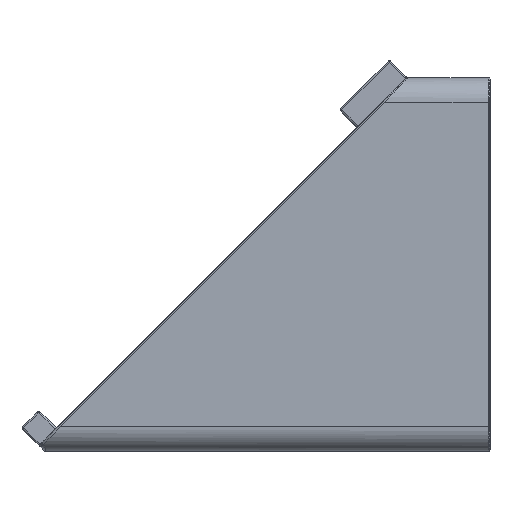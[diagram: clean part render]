
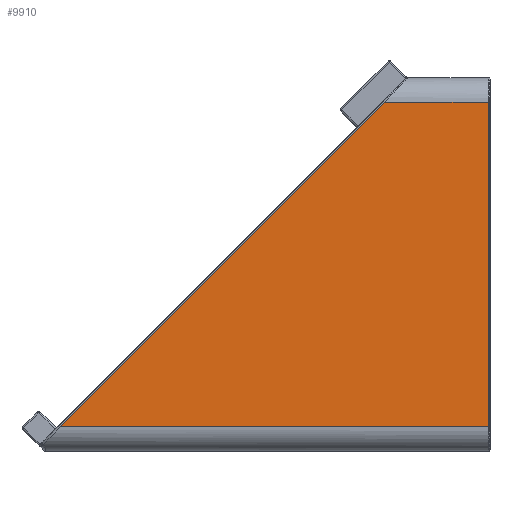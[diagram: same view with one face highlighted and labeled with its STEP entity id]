
A CAD part, left-side view. The second image highlights one B-rep face of the part: STEP entity #9910.
In plain terms, the highlighted planar face has unit normal (-1, 0, 0).
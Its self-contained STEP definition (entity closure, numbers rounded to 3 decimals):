
#13 = CARTESIAN_POINT ( 'NONE',  ( -45., 0.2, -19.5 ) ) ;
#806 = VECTOR ( 'NONE', #6200, 1000. ) ;
#1170 = VECTOR ( 'NONE', #7686, 1000. ) ;
#1275 = EDGE_LOOP ( 'NONE', ( #9540, #4065, #9803, #7143 ) ) ;
#1335 = AXIS2_PLACEMENT_3D ( 'NONE', #11449, #5507, #12453 ) ;
#1370 = VECTOR ( 'NONE', #10675, 1000. ) ;
#1396 = VERTEX_POINT ( 'NONE', #13 ) ;
#1665 = EDGE_CURVE ( 'NONE', #9268, #8867, #4328, .T. ) ;
#2391 = VECTOR ( 'NONE', #8711, 1000. ) ;
#2521 = PLANE ( 'NONE',  #1335 ) ;
#3954 = EDGE_CURVE ( 'NONE', #4388, #9268, #9077, .T. ) ;
#4065 = ORIENTED_EDGE ( 'NONE', *, *, #3954, .F. ) ;
#4218 = CARTESIAN_POINT ( 'NONE',  ( -45., 55., -19.5 ) ) ;
#4328 = LINE ( 'NONE', #11683, #1370 ) ;
#4388 = VERTEX_POINT ( 'NONE', #9507 ) ;
#5032 = LINE ( 'NONE', #5609, #2391 ) ;
#5507 = DIRECTION ( 'NONE',  ( 1., 0., 0. ) ) ;
#5609 = CARTESIAN_POINT ( 'NONE',  ( -45., 0.2, 19.5 ) ) ;
#6200 = DIRECTION ( 'NONE',  ( 0., -1., 0. ) ) ;
#7143 = ORIENTED_EDGE ( 'NONE', *, *, #8629, .F. ) ;
#7686 = DIRECTION ( 'NONE',  ( 0., -0.707, 0.707 ) ) ;
#7855 = CARTESIAN_POINT ( 'NONE',  ( -45., 12.717, 19.5 ) ) ;
#8629 = EDGE_CURVE ( 'NONE', #8867, #1396, #5032, .T. ) ;
#8711 = DIRECTION ( 'NONE',  ( 0., 0., -1. ) ) ;
#8746 = LINE ( 'NONE', #4218, #806 ) ;
#8867 = VERTEX_POINT ( 'NONE', #9163 ) ;
#9077 = LINE ( 'NONE', #12665, #1170 ) ;
#9163 = CARTESIAN_POINT ( 'NONE',  ( -45., 0.2, 19.5 ) ) ;
#9268 = VERTEX_POINT ( 'NONE', #7855 ) ;
#9423 = EDGE_CURVE ( 'NONE', #4388, #1396, #8746, .T. ) ;
#9507 = CARTESIAN_POINT ( 'NONE',  ( -45., 51.717, -19.5 ) ) ;
#9540 = ORIENTED_EDGE ( 'NONE', *, *, #1665, .F. ) ;
#9803 = ORIENTED_EDGE ( 'NONE', *, *, #9423, .T. ) ;
#9910 = ADVANCED_FACE ( 'NONE', ( #10941 ), #2521, .F. ) ;
#10675 = DIRECTION ( 'NONE',  ( 0., -1., 0. ) ) ;
#10941 = FACE_OUTER_BOUND ( 'NONE', #1275, .T. ) ;
#11449 = CARTESIAN_POINT ( 'NONE',  ( -45., 55., 19.5 ) ) ;
#11683 = CARTESIAN_POINT ( 'NONE',  ( -45., 55., 19.5 ) ) ;
#12453 = DIRECTION ( 'NONE',  ( 0., 0., 1. ) ) ;
#12665 = CARTESIAN_POINT ( 'NONE',  ( -45., 33.859, -1.641 ) ) ;
